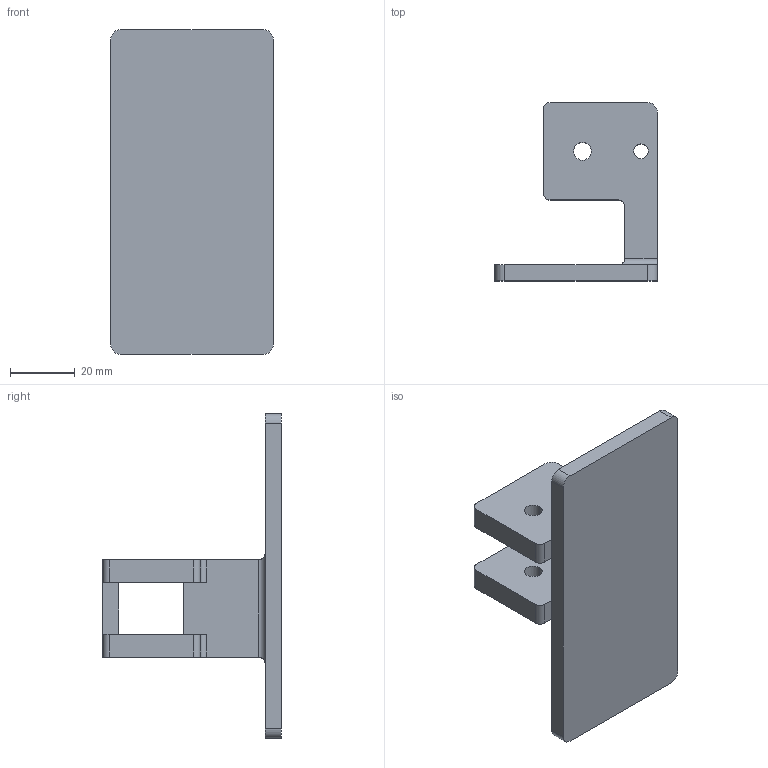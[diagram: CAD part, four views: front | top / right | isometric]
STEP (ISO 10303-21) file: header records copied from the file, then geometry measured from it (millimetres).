
FILE_DESCRIPTION (( 'STEP AP214' ), '1' );
FILE_NAME ('gá-rôngroc.STEP', '2025-04-26T13:58:37', ( '' ), ( '' ), 'SwSTEP 2.0', 'SolidWorks 2024', '' );
FILE_SCHEMA (( 'AUTOMOTIVE_DESIGN' ));
Length unit declared in the file: millimetre
Products named in the file (1): gá-rôngroc
Bounding box: 50 x 55 x 100 mm (x, y, z)
Volume: 45944.2 mm3; surface area: 19421.4 mm2
Topology: 1 solids, 1 shells, 45 faces, 126 edges, 82 vertices
Faces by surface type: plane 23, cylinder 22
Entity records: 1495 total; most frequent: CARTESIAN_POINT 260, DIRECTION 256, ORIENTED_EDGE 252, EDGE_CURVE 126, AXIS2_PLACEMENT_3D 86, VECTOR 84, LINE 84, VERTEX_POINT 82
